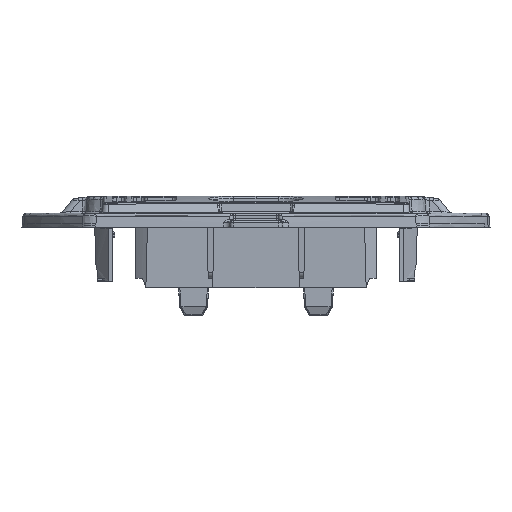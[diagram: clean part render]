
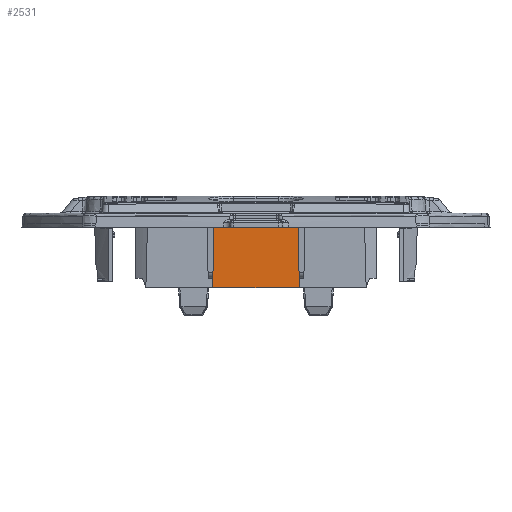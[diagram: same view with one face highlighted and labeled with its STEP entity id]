
A CAD part, front view. The second image highlights one B-rep face of the part: STEP entity #2531.
In plain terms, the highlighted planar face has unit normal (0, -1, -0.018).
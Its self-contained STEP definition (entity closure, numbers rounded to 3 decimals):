
#2504=AXIS2_PLACEMENT_3D('Plane Axis2P3D',#2501,#2502,#2503) ;
#2452=CARTESIAN_POINT('Control Point',(6.5,-23.636,9.2)) ;
#2453=CARTESIAN_POINT('Control Point',(6.662,-23.474,-0.1)) ;
#2454=CARTESIAN_POINT('Vertex',(6.662,-23.474,-0.1)) ;
#2456=CARTESIAN_POINT('Vertex',(6.5,-23.636,9.2)) ;
#2501=CARTESIAN_POINT('Axis2P3D Location',(0.,-23.636,9.2)) ;
#2506=CARTESIAN_POINT('Line Origine',(0.,-23.636,9.2)) ;
#2510=CARTESIAN_POINT('Vertex',(-6.5,-23.636,9.2)) ;
#2513=CARTESIAN_POINT('Line Origine',(-6.581,-23.555,4.55)) ;
#2517=CARTESIAN_POINT('Vertex',(-6.662,-23.474,-0.1)) ;
#2520=CARTESIAN_POINT('Line Origine',(0.,-23.474,-0.1)) ;
#2502=DIRECTION('Axis2P3D Direction',(0.,-1.,-0.017)) ;
#2503=DIRECTION('Axis2P3D XDirection',(0.,0.017,-1.)) ;
#2507=DIRECTION('Vector Direction',(1.,0.,0.)) ;
#2514=DIRECTION('Vector Direction',(-0.017,0.017,-1.)) ;
#2521=DIRECTION('Vector Direction',(-1.,0.,0.)) ;
#2508=VECTOR('Line Direction',#2507,1.) ;
#2515=VECTOR('Line Direction',#2514,1.) ;
#2522=VECTOR('Line Direction',#2521,1.) ;
#2526=ORIENTED_EDGE('',*,*,#2512,.F.) ;
#2527=ORIENTED_EDGE('',*,*,#2519,.F.) ;
#2528=ORIENTED_EDGE('',*,*,#2524,.F.) ;
#2529=ORIENTED_EDGE('',*,*,#2458,.T.) ;
#2531=ADVANCED_FACE('PartBody',(#2530),#2505,.T.) ;
#2451=B_SPLINE_CURVE_WITH_KNOTS('',1,(#2452,#2453),.UNSPECIFIED.,.F.,.U.,(2,2),(-8.763,0.54),.UNSPECIFIED.) ;
#2458=EDGE_CURVE('',#2455,#2457,#2451,.F.) ;
#2512=EDGE_CURVE('',#2511,#2457,#2509,.T.) ;
#2519=EDGE_CURVE('',#2518,#2511,#2516,.F.) ;
#2524=EDGE_CURVE('',#2455,#2518,#2523,.T.) ;
#2525=EDGE_LOOP('',(#2526,#2527,#2528,#2529)) ;
#2530=FACE_OUTER_BOUND('',#2525,.T.) ;
#2509=LINE('Line',#2506,#2508) ;
#2516=LINE('Line',#2513,#2515) ;
#2523=LINE('Line',#2520,#2522) ;
#2505=PLANE('',#2504) ;
#2455=VERTEX_POINT('',#2454) ;
#2457=VERTEX_POINT('',#2456) ;
#2511=VERTEX_POINT('',#2510) ;
#2518=VERTEX_POINT('',#2517) ;
